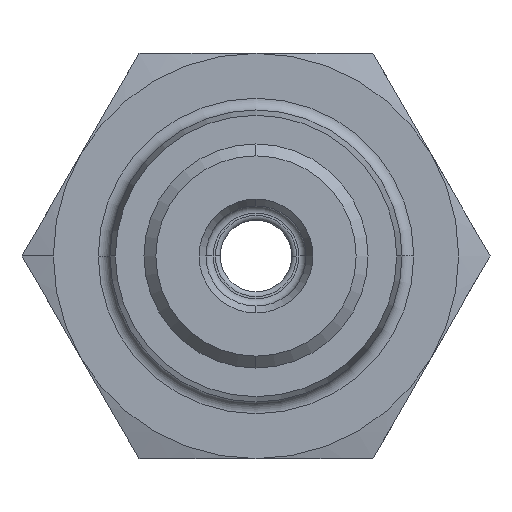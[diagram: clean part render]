
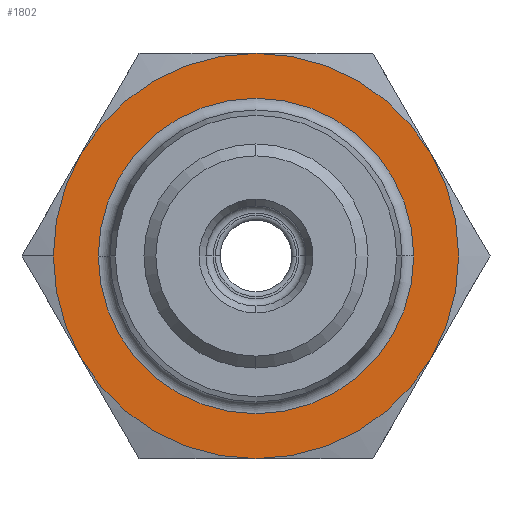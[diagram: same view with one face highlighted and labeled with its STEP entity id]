
A CAD part, left-side view. The second image highlights one B-rep face of the part: STEP entity #1802.
In plain terms, the highlighted planar face has unit normal (-1, 0, 0).
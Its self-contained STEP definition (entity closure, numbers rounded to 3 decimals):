
#235=CARTESIAN_POINT('',(-4.,7.361,4.25));
#267=CARTESIAN_POINT('',(-4.,0.,8.5));
#299=CARTESIAN_POINT('',(-4.,-7.361,4.25));
#331=CARTESIAN_POINT('',(-4.,-7.361,
-4.25));
#363=CARTESIAN_POINT('',(-4.,0.,
-8.5));
#409=CARTESIAN_POINT('',(-4.,7.361,-4.25));
#445=CARTESIAN_POINT('',(-4.,0.,0.));
#446=DIRECTION('',(-1.,0.,0.));
#447=DIRECTION('',(0.,-0.866,-0.5));
#448=AXIS2_PLACEMENT_3D('',#445,#446,#447);
#454=CARTESIAN_POINT('',(-4.,0.,0.));
#455=DIRECTION('',(1.,0.,0.));
#456=DIRECTION('',(0.,1.,0.));
#457=AXIS2_PLACEMENT_3D('',#454,#455,#456);
#459=CARTESIAN_POINT('',(-4.,0.,0.));
#460=DIRECTION('',(1.,0.,0.));
#461=DIRECTION('',(0.,-1.,0.));
#462=AXIS2_PLACEMENT_3D('',#459,#460,#461);
#464=CARTESIAN_POINT('',(-4.,0.,0.));
#465=DIRECTION('',(1.,0.,0.));
#466=DIRECTION('',(0.,1.,0.));
#467=AXIS2_PLACEMENT_3D('',#464,#465,#466);
#469=CARTESIAN_POINT('',(-4.,0.,0.));
#470=DIRECTION('',(1.,0.,0.));
#471=DIRECTION('',(0.,0.866,0.5));
#472=AXIS2_PLACEMENT_3D('',#469,#470,#471);
#474=CARTESIAN_POINT('',(-4.,0.,0.));
#475=DIRECTION('',(1.,0.,0.));
#476=DIRECTION('',(0.,0.,1.));
#477=AXIS2_PLACEMENT_3D('',#474,#475,#476);
#479=CARTESIAN_POINT('',(-4.,0.,0.));
#480=DIRECTION('',(-1.,0.,0.));
#481=DIRECTION('',(0.,0.,-1.));
#482=AXIS2_PLACEMENT_3D('',#479,#480,#481);
#484=CARTESIAN_POINT('',(-4.,0.,0.));
#485=DIRECTION('',(-1.,0.,0.));
#486=DIRECTION('',(0.,0.866,-0.5));
#487=AXIS2_PLACEMENT_3D('',#484,#485,#486);
#489=CARTESIAN_POINT('',(-4.,0.,0.));
#490=DIRECTION('',(-1.,0.,0.));
#491=DIRECTION('',(0.,1.,0.));
#492=AXIS2_PLACEMENT_3D('',#489,#490,#491);
#1061=CARTESIAN_POINT('',(-4.,6.617,0.));
#1062=CARTESIAN_POINT('',(-4.,-6.617,0.));
#1063=VERTEX_POINT('',#1061);
#1064=VERTEX_POINT('',#1062);
#1128=VERTEX_POINT('',#299);
#1129=VERTEX_POINT('',#267);
#1130=VERTEX_POINT('',#235);
#1134=VERTEX_POINT('',#363);
#1135=VERTEX_POINT('',#331);
#1136=VERTEX_POINT('',#409);
#1139=CARTESIAN_POINT('',(-4.,8.5,0.));
#1140=VERTEX_POINT('',#1139);
#1781=CARTESIAN_POINT('',(-4.,0.,0.));
#1782=DIRECTION('',(1.,0.,0.));
#1783=DIRECTION('',(0.,-1.,0.));
#1784=AXIS2_PLACEMENT_3D('',#1781,#1782,#1783);
#1785=PLANE('',#1784);
#1787=ORIENTED_EDGE('',*,*,#1786,.T.);
#1788=ORIENTED_EDGE('',*,*,#1714,.T.);
#1789=ORIENTED_EDGE('',*,*,#1738,.T.);
#1790=ORIENTED_EDGE('',*,*,#1727,.F.);
#1791=ORIENTED_EDGE('',*,*,#1750,.F.);
#1792=ORIENTED_EDGE('',*,*,#1763,.F.);
#1793=ORIENTED_EDGE('',*,*,#1776,.F.);
#1794=EDGE_LOOP('',(#1787,#1788,#1789,#1790,#1791,#1792,#1793));
#1795=FACE_OUTER_BOUND('',#1794,.F.);
#1797=ORIENTED_EDGE('',*,*,#1796,.F.);
#1799=ORIENTED_EDGE('',*,*,#1798,.F.);
#1800=EDGE_LOOP('',(#1797,#1799));
#1801=FACE_BOUND('',#1800,.F.);
#1802=ADVANCED_FACE('',(#1795,#1801),#1785,.F.);
#449=CIRCLE('',#448,8.5);
#458=CIRCLE('',#457,6.617);
#463=CIRCLE('',#462,6.617);
#468=CIRCLE('',#467,8.5);
#473=CIRCLE('',#472,8.5);
#478=CIRCLE('',#477,8.5);
#483=CIRCLE('',#482,8.5);
#488=CIRCLE('',#487,8.5);
#493=CIRCLE('',#492,8.5);
#1714=EDGE_CURVE('',#1130,#1129,#473,.T.);
#1727=EDGE_CURVE('',#1135,#1128,#449,.T.);
#1738=EDGE_CURVE('',#1129,#1128,#478,.T.);
#1750=EDGE_CURVE('',#1134,#1135,#483,.T.);
#1763=EDGE_CURVE('',#1136,#1134,#488,.T.);
#1776=EDGE_CURVE('',#1140,#1136,#493,.T.);
#1786=EDGE_CURVE('',#1140,#1130,#468,.T.);
#1796=EDGE_CURVE('',#1063,#1064,#458,.T.);
#1798=EDGE_CURVE('',#1064,#1063,#463,.T.);
